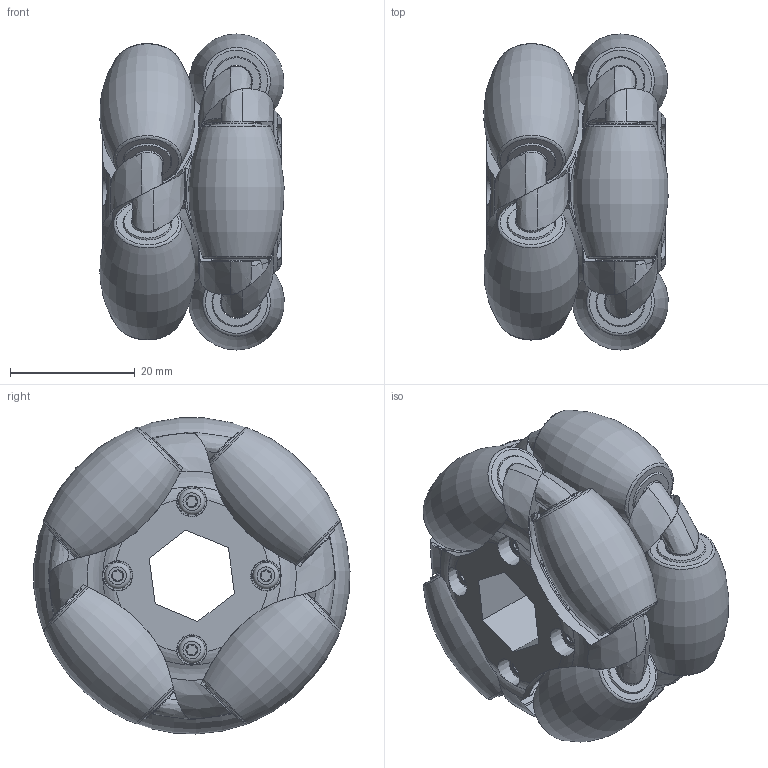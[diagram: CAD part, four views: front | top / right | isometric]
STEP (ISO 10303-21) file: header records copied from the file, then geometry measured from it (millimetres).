
FILE_DESCRIPTION (( 'STEP AP214' ), '1' );
FILE_NAME ('Integrated Omni Master_ASY - PUBLIC - STEP REAL1 INTERIM - good2.STEP', '2021-07-08T00:34:25', ( '' ), ( '' ), 'SwSTEP 2.0', 'SolidWorks 2020', '' );
FILE_SCHEMA (( 'AUTOMOTIVE_DESIGN' ));
Length unit declared in the file: millimetre
Products named in the file (1): Integrated Omni Master_ASY - PUBLIC - STEP REAL1 INTERIM - good2
Bounding box: 29.57 x 50.71 x 50.71 mm (x, y, z)
Surface area: 19668 mm2 (no closed solid volume)
Topology: 0 solids, 1 shells, 860 faces, 2474 edges, 1592 vertices
Faces by surface type: plane 276, bspline 245, cylinder 160, torus 91, cone 88
Full cylindrical faces by diameter (mm): 4.242 x8
Entity records: 59331 total; most frequent: CARTESIAN_POINT 34034, ORIENTED_EDGE 4764, EDGE_CURVE 2394, DIRECTION 2093, B_SPLINE_CURVE_WITH_KNOTS 1640, VERTEX_POINT 1568, EDGE_LOOP 918, FACE_OUTER_BOUND 884
